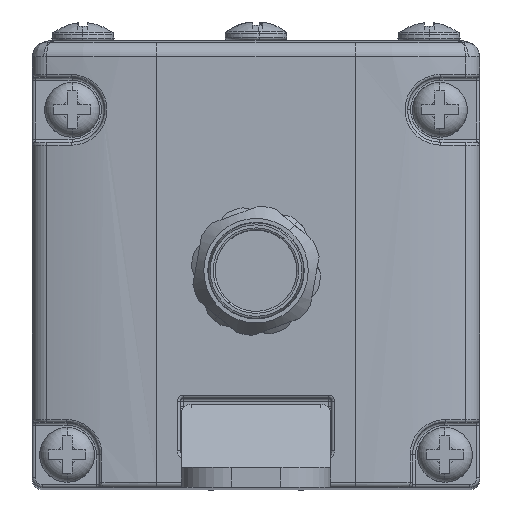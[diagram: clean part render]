
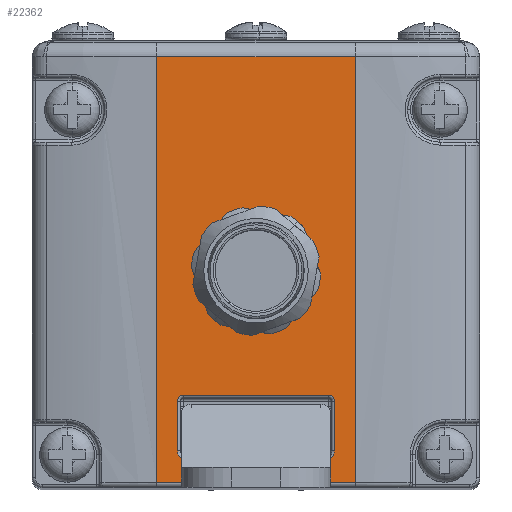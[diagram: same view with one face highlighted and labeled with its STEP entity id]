
A CAD part, top view. The second image highlights one B-rep face of the part: STEP entity #22362.
In plain terms, the highlighted planar face has unit normal (0, 0, 1).
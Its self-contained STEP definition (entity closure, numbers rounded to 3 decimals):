
#225 = EDGE_LOOP ( 'NONE', ( #7074, #5754, #7156, #2066 ) ) ;
#576 = VECTOR ( 'NONE', #28661, 1000. ) ;
#667 = FACE_BOUND ( 'NONE', #3720, .T. ) ;
#1797 = EDGE_CURVE ( 'NONE', #30185, #21779, #20164, .T. ) ;
#2066 = ORIENTED_EDGE ( 'NONE', *, *, #19921, .T. ) ;
#2293 = DIRECTION ( 'NONE',  ( -1., 0., 0. ) ) ;
#2385 = VERTEX_POINT ( 'NONE', #4895 ) ;
#2690 = ORIENTED_EDGE ( 'NONE', *, *, #5460, .T. ) ;
#3091 = CARTESIAN_POINT ( 'NONE',  ( -7.651, -19.624, 7. ) ) ;
#3172 = AXIS2_PLACEMENT_3D ( 'NONE', #18517, #6383, #16102 ) ;
#3552 = EDGE_CURVE ( 'NONE', #27365, #28798, #19248, .T. ) ;
#3663 = EDGE_LOOP ( 'NONE', ( #15204, #19140 ) ) ;
#3720 = EDGE_LOOP ( 'NONE', ( #27688, #9393, #25121, #26961, #18449, #2690, #7035, #5082 ) ) ;
#3895 = VERTEX_POINT ( 'NONE', #10166 ) ;
#4170 = VERTEX_POINT ( 'NONE', #23862 ) ;
#4633 = LINE ( 'NONE', #22023, #17853 ) ;
#4895 = CARTESIAN_POINT ( 'NONE',  ( 10., 20.849, 7. ) ) ;
#5082 = ORIENTED_EDGE ( 'NONE', *, *, #1797, .T. ) ;
#5280 = CARTESIAN_POINT ( 'NONE',  ( 7.3, -19.624, 7. ) ) ;
#5340 = VERTEX_POINT ( 'NONE', #25357 ) ;
#5460 = EDGE_CURVE ( 'NONE', #3895, #9431, #30826, .T. ) ;
#5499 = CARTESIAN_POINT ( 'NONE',  ( -7.3, -19.624, 7. ) ) ;
#5754 = ORIENTED_EDGE ( 'NONE', *, *, #22602, .T. ) ;
#5925 = DIRECTION ( 'NONE',  ( 0., 0., 1. ) ) ;
#5947 = CARTESIAN_POINT ( 'NONE',  ( -7.3, -19.624, 7. ) ) ;
#6309 = CARTESIAN_POINT ( 'NONE',  ( 7.9, -19.273, 7. ) ) ;
#6383 = DIRECTION ( 'NONE',  ( 0., 0., -1. ) ) ;
#6543 = DIRECTION ( 'NONE',  ( 1., 0., 0. ) ) ;
#6694 = VECTOR ( 'NONE', #24133, 1000. ) ;
#7035 = ORIENTED_EDGE ( 'NONE', *, *, #21495, .T. ) ;
#7074 = ORIENTED_EDGE ( 'NONE', *, *, #19700, .T. ) ;
#7156 = ORIENTED_EDGE ( 'NONE', *, *, #28698, .F. ) ;
#8237 = AXIS2_PLACEMENT_3D ( 'NONE', #18819, #8641, #6543 ) ;
#8641 = DIRECTION ( 'NONE',  ( 0., 0., -1. ) ) ;
#8709 = CARTESIAN_POINT ( 'NONE',  ( 10., -22., 7. ) ) ;
#9111 = CIRCLE ( 'NONE', #29006, 0.6 ) ;
#9223 = VECTOR ( 'NONE', #15658, 1000. ) ;
#9238 = LINE ( 'NONE', #12532, #30559 ) ;
#9393 = ORIENTED_EDGE ( 'NONE', *, *, #25269, .T. ) ;
#9431 = VERTEX_POINT ( 'NONE', #5280 ) ;
#9557 = VERTEX_POINT ( 'NONE', #11331 ) ;
#9582 = AXIS2_PLACEMENT_3D ( 'NONE', #22655, #29995, #30467 ) ;
#9769 = LINE ( 'NONE', #14686, #6694 ) ;
#10166 = CARTESIAN_POINT ( 'NONE',  ( 7.9, -18.776, 7. ) ) ;
#10250 = CIRCLE ( 'NONE', #8237, 0.6 ) ;
#10457 = VERTEX_POINT ( 'NONE', #24638 ) ;
#11257 = VECTOR ( 'NONE', #28132, 1000. ) ;
#11331 = CARTESIAN_POINT ( 'NONE',  ( -7.9, -13.8, 7. ) ) ;
#11551 = CARTESIAN_POINT ( 'NONE',  ( 7.9, -18.776, 7. ) ) ;
#11553 = VERTEX_POINT ( 'NONE', #8709 ) ;
#12461 = CARTESIAN_POINT ( 'NONE',  ( -7.9, -18.776, 7. ) ) ;
#12532 = CARTESIAN_POINT ( 'NONE',  ( 7.9, 0., 7. ) ) ;
#13576 = LINE ( 'NONE', #5947, #9223 ) ;
#13782 = CARTESIAN_POINT ( 'NONE',  ( 7.3, -19.624, 7. ) ) ;
#13956 = LINE ( 'NONE', #20811, #576 ) ;
#14541 = CARTESIAN_POINT ( 'NONE',  ( -7.3, -13.2, 7. ) ) ;
#14686 = CARTESIAN_POINT ( 'NONE',  ( -7.9, -13.8, 7. ) ) ;
#14979 = CARTESIAN_POINT ( 'NONE',  ( 10., -22., 7. ) ) ;
#15015 = FACE_BOUND ( 'NONE', #3663, .T. ) ;
#15159 = PLANE ( 'NONE',  #15353 ) ;
#15204 = ORIENTED_EDGE ( 'NONE', *, *, #3552, .T. ) ;
#15353 = AXIS2_PLACEMENT_3D ( 'NONE', #29863, #5925, #27301 ) ;
#15658 = DIRECTION ( 'NONE',  ( -1., 0., 0. ) ) ;
#16102 = DIRECTION ( 'NONE',  ( 1., 0., 0. ) ) ;
#16883 = CARTESIAN_POINT ( 'NONE',  ( -7.3, -13.8, 7. ) ) ;
#17387 = VECTOR ( 'NONE', #2293, 1000. ) ;
#17729 = CARTESIAN_POINT ( 'NONE',  ( 5.3, -0.7, 7. ) ) ;
#17853 = VECTOR ( 'NONE', #29355, 1000. ) ;
#18380 = LINE ( 'NONE', #25716, #11257 ) ;
#18449 = ORIENTED_EDGE ( 'NONE', *, *, #31187, .T. ) ;
#18517 = CARTESIAN_POINT ( 'NONE',  ( 0., -0.7, 7. ) ) ;
#18819 = CARTESIAN_POINT ( 'NONE',  ( 7.3, -13.8, 7. ) ) ;
#18948 = CIRCLE ( 'NONE', #3172, 5.3 ) ;
#19140 = ORIENTED_EDGE ( 'NONE', *, *, #22488, .T. ) ;
#19248 = CIRCLE ( 'NONE', #9582, 5.3 ) ;
#19669 = CARTESIAN_POINT ( 'NONE',  ( 0., 20.849, 7. ) ) ;
#19700 = EDGE_CURVE ( 'NONE', #27964, #5340, #13956, .T. ) ;
#19737 = LINE ( 'NONE', #14979, #20470 ) ;
#19826 = CARTESIAN_POINT ( 'NONE',  ( -7.9, -18.776, 7. ) ) ;
#19921 = EDGE_CURVE ( 'NONE', #2385, #27964, #21749, .T. ) ;
#19957 = FACE_OUTER_BOUND ( 'NONE', #225, .T. ) ;
#20164 =( BOUNDED_CURVE ( )  B_SPLINE_CURVE ( 3, ( #27501, #3091, #27687, #19826 ),
 .UNSPECIFIED., .F., .T. ) 
 B_SPLINE_CURVE_WITH_KNOTS ( ( 4, 4 ),
 ( 0., 1.571 ),
 .UNSPECIFIED. ) 
 CURVE ( )  GEOMETRIC_REPRESENTATION_ITEM ( )  RATIONAL_B_SPLINE_CURVE ( ( 1., 0.805, 0.805, 1. ) ) 
 REPRESENTATION_ITEM ( '' )  );
#20462 = VERTEX_POINT ( 'NONE', #14541 ) ;
#20470 = VECTOR ( 'NONE', #25033, 1000. ) ;
#20811 = CARTESIAN_POINT ( 'NONE',  ( -10., 22.5, 7. ) ) ;
#21177 = DIRECTION ( 'NONE',  ( 0., 0., -1. ) ) ;
#21495 = EDGE_CURVE ( 'NONE', #9431, #30185, #13576, .T. ) ;
#21749 = LINE ( 'NONE', #19669, #17387 ) ;
#21779 = VERTEX_POINT ( 'NONE', #12461 ) ;
#22023 = CARTESIAN_POINT ( 'NONE',  ( 7.3, -13.2, 7. ) ) ;
#22190 = EDGE_CURVE ( 'NONE', #21779, #9557, #9769, .T. ) ;
#22246 = DIRECTION ( 'NONE',  ( 0., -1., 0. ) ) ;
#22362 = ADVANCED_FACE ( 'NONE', ( #667, #15015, #19957 ), #15159, .T. ) ;
#22488 = EDGE_CURVE ( 'NONE', #28798, #27365, #18948, .T. ) ;
#22602 = EDGE_CURVE ( 'NONE', #5340, #11553, #19737, .T. ) ;
#22655 = CARTESIAN_POINT ( 'NONE',  ( 0., -0.7, 7. ) ) ;
#23209 = CARTESIAN_POINT ( 'NONE',  ( 7.651, -19.624, 7. ) ) ;
#23862 = CARTESIAN_POINT ( 'NONE',  ( 7.9, -13.8, 7. ) ) ;
#24071 = DIRECTION ( 'NONE',  ( 1., 0., 0. ) ) ;
#24133 = DIRECTION ( 'NONE',  ( 0., 1., 0. ) ) ;
#24638 = CARTESIAN_POINT ( 'NONE',  ( 7.3, -13.2, 7. ) ) ;
#25033 = DIRECTION ( 'NONE',  ( 1., 0., 0. ) ) ;
#25121 = ORIENTED_EDGE ( 'NONE', *, *, #27748, .T. ) ;
#25269 = EDGE_CURVE ( 'NONE', #9557, #20462, #9111, .T. ) ;
#25357 = CARTESIAN_POINT ( 'NONE',  ( -10., -22., 7. ) ) ;
#25716 = CARTESIAN_POINT ( 'NONE',  ( 10., 22.5, 7. ) ) ;
#26492 = CARTESIAN_POINT ( 'NONE',  ( -5.3, -0.7, 7. ) ) ;
#26961 = ORIENTED_EDGE ( 'NONE', *, *, #27576, .T. ) ;
#27301 = DIRECTION ( 'NONE',  ( 1., 0., 0. ) ) ;
#27365 = VERTEX_POINT ( 'NONE', #17729 ) ;
#27501 = CARTESIAN_POINT ( 'NONE',  ( -7.3, -19.624, 7. ) ) ;
#27576 = EDGE_CURVE ( 'NONE', #10457, #4170, #10250, .T. ) ;
#27687 = CARTESIAN_POINT ( 'NONE',  ( -7.9, -19.273, 7. ) ) ;
#27688 = ORIENTED_EDGE ( 'NONE', *, *, #22190, .T. ) ;
#27748 = EDGE_CURVE ( 'NONE', #20462, #10457, #4633, .T. ) ;
#27964 = VERTEX_POINT ( 'NONE', #30930 ) ;
#28132 = DIRECTION ( 'NONE',  ( 0., -1., 0. ) ) ;
#28661 = DIRECTION ( 'NONE',  ( 0., -1., 0. ) ) ;
#28698 = EDGE_CURVE ( 'NONE', #2385, #11553, #18380, .T. ) ;
#28798 = VERTEX_POINT ( 'NONE', #26492 ) ;
#29006 = AXIS2_PLACEMENT_3D ( 'NONE', #16883, #21177, #24071 ) ;
#29355 = DIRECTION ( 'NONE',  ( 1., 0., 0. ) ) ;
#29863 = CARTESIAN_POINT ( 'NONE',  ( 0., 0., 7. ) ) ;
#29995 = DIRECTION ( 'NONE',  ( 0., 0., -1. ) ) ;
#30185 = VERTEX_POINT ( 'NONE', #5499 ) ;
#30467 = DIRECTION ( 'NONE',  ( 1., 0., 0. ) ) ;
#30559 = VECTOR ( 'NONE', #22246, 1000. ) ;
#30826 =( BOUNDED_CURVE ( )  B_SPLINE_CURVE ( 3, ( #11551, #6309, #23209, #13782 ),
 .UNSPECIFIED., .F., .T. ) 
 B_SPLINE_CURVE_WITH_KNOTS ( ( 4, 4 ),
 ( 1.571, 3.142 ),
 .UNSPECIFIED. ) 
 CURVE ( )  GEOMETRIC_REPRESENTATION_ITEM ( )  RATIONAL_B_SPLINE_CURVE ( ( 1., 0.805, 0.805, 1. ) ) 
 REPRESENTATION_ITEM ( '' )  );
#30930 = CARTESIAN_POINT ( 'NONE',  ( -10., 20.849, 7. ) ) ;
#31187 = EDGE_CURVE ( 'NONE', #4170, #3895, #9238, .T. ) ;
